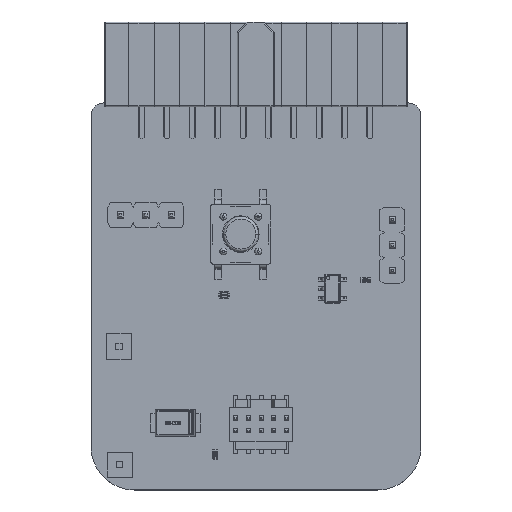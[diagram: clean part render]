
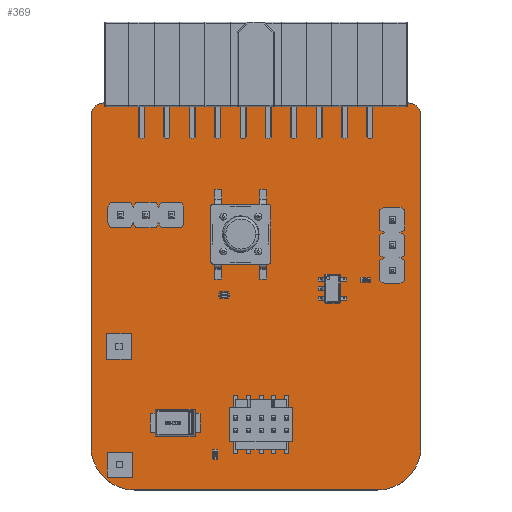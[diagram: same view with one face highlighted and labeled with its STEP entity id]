
A CAD part, top view. The second image highlights one B-rep face of the part: STEP entity #369.
In plain terms, the highlighted planar face has unit normal (0, 0, 1).
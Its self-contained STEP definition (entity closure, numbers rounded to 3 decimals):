
#104 = VERTEX_POINT('',#105);
#105 = CARTESIAN_POINT('',(0.,4.336,2.14));
#111 = EDGE_CURVE('',#104,#112,#114,.T.);
#112 = VERTEX_POINT('',#113);
#113 = CARTESIAN_POINT('',(0.,37.465,2.14));
#114 = LINE('',#115,#116);
#115 = CARTESIAN_POINT('',(0.,4.336,2.14));
#116 = VECTOR('',#117,1.);
#117 = DIRECTION('',(0.,1.,0.));
#142 = EDGE_CURVE('',#112,#143,#145,.T.);
#143 = VERTEX_POINT('',#144);
#144 = CARTESIAN_POINT('',(1.27,38.735,2.14));
#145 = CIRCLE('',#146,1.27);
#146 = AXIS2_PLACEMENT_3D('',#147,#148,#149);
#147 = CARTESIAN_POINT('',(1.27,37.465,2.14));
#148 = DIRECTION('',(0.,0.,-1.));
#149 = DIRECTION('',(-1.,0.,0.));
#175 = EDGE_CURVE('',#143,#176,#178,.T.);
#176 = VERTEX_POINT('',#177);
#177 = CARTESIAN_POINT('',(31.75,38.735,2.14));
#178 = LINE('',#179,#180);
#179 = CARTESIAN_POINT('',(1.27,38.735,2.14));
#180 = VECTOR('',#181,1.);
#181 = DIRECTION('',(1.,0.,0.));
#206 = EDGE_CURVE('',#176,#207,#209,.T.);
#207 = VERTEX_POINT('',#208);
#208 = CARTESIAN_POINT('',(33.02,37.465,2.14));
#209 = CIRCLE('',#210,1.27);
#210 = AXIS2_PLACEMENT_3D('',#211,#212,#213);
#211 = CARTESIAN_POINT('',(31.75,37.465,2.14));
#212 = DIRECTION('',(0.,0.,-1.));
#213 = DIRECTION('',(0.,1.,0.));
#239 = EDGE_CURVE('',#207,#240,#242,.T.);
#240 = VERTEX_POINT('',#241);
#241 = CARTESIAN_POINT('',(33.02,4.336,2.14));
#242 = LINE('',#243,#244);
#243 = CARTESIAN_POINT('',(33.02,37.465,2.14));
#244 = VECTOR('',#245,1.);
#245 = DIRECTION('',(0.,-1.,0.));
#270 = EDGE_CURVE('',#240,#271,#273,.T.);
#271 = VERTEX_POINT('',#272);
#272 = CARTESIAN_POINT('',(28.684,0.,2.14));
#273 = CIRCLE('',#274,4.336);
#274 = AXIS2_PLACEMENT_3D('',#275,#276,#277);
#275 = CARTESIAN_POINT('',(28.684,4.336,2.14));
#276 = DIRECTION('',(0.,0.,-1.));
#277 = DIRECTION('',(1.,0.,0.));
#303 = EDGE_CURVE('',#271,#304,#306,.T.);
#304 = VERTEX_POINT('',#305);
#305 = CARTESIAN_POINT('',(4.336,0.,2.14));
#306 = LINE('',#307,#308);
#307 = CARTESIAN_POINT('',(28.684,0.,2.14));
#308 = VECTOR('',#309,1.);
#309 = DIRECTION('',(-1.,0.,0.));
#334 = EDGE_CURVE('',#304,#104,#335,.T.);
#335 = CIRCLE('',#336,4.336);
#336 = AXIS2_PLACEMENT_3D('',#337,#338,#339);
#337 = CARTESIAN_POINT('',(4.336,4.336,2.14));
#338 = DIRECTION('',(0.,0.,-1.));
#339 = DIRECTION('',(0.,-1.,-0.));
#369 = ADVANCED_FACE('',(#370),#380,.F.);
#370 = FACE_BOUND('',#371,.F.);
#371 = EDGE_LOOP('',(#372,#373,#374,#375,#376,#377,#378,#379));
#372 = ORIENTED_EDGE('',*,*,#111,.T.);
#373 = ORIENTED_EDGE('',*,*,#142,.T.);
#374 = ORIENTED_EDGE('',*,*,#175,.T.);
#375 = ORIENTED_EDGE('',*,*,#206,.T.);
#376 = ORIENTED_EDGE('',*,*,#239,.T.);
#377 = ORIENTED_EDGE('',*,*,#270,.T.);
#378 = ORIENTED_EDGE('',*,*,#303,.T.);
#379 = ORIENTED_EDGE('',*,*,#334,.T.);
#380 = PLANE('',#381);
#381 = AXIS2_PLACEMENT_3D('',#382,#383,#384);
#382 = CARTESIAN_POINT('',(16.51,19.772,2.14));
#383 = DIRECTION('',(-0.,-0.,-1.));
#384 = DIRECTION('',(-1.,0.,0.));
